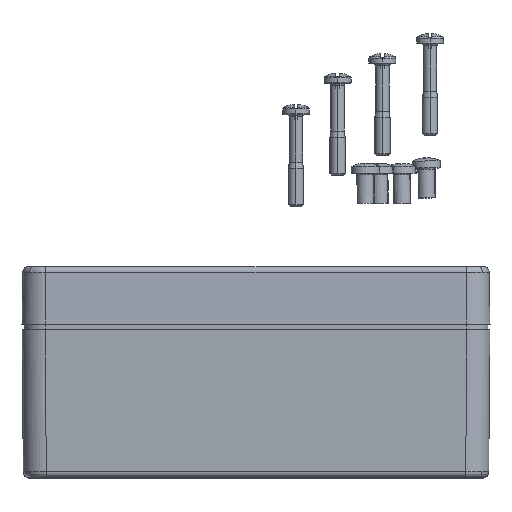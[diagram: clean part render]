
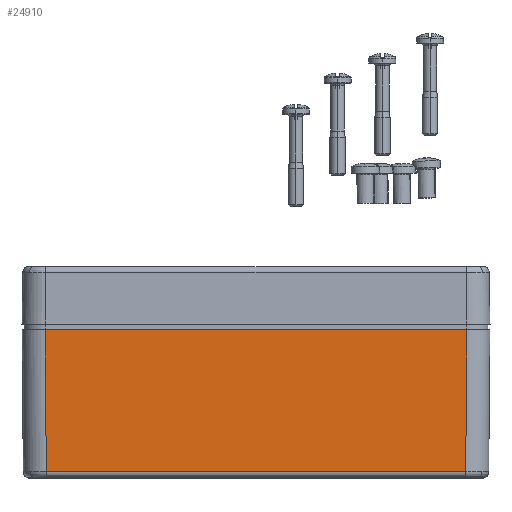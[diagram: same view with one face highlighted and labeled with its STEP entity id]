
A CAD part, top view. The second image highlights one B-rep face of the part: STEP entity #24910.
In plain terms, the highlighted planar face has unit normal (0, -0.008, 1).
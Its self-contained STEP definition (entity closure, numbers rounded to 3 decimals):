
#6386 = ORIENTED_EDGE ( 'NONE', *, *, #6419, .T. ) ;
#6418 = ORIENTED_EDGE ( 'NONE', *, *, #22116, .T. ) ;
#6419 = EDGE_CURVE ( 'NONE', #18568, #26004, #21693, .T. ) ;
#18568 = VERTEX_POINT ( 'NONE', #34020 ) ;
#18608 = EDGE_CURVE ( 'NONE', #26056, #18568, #34006, .T. ) ;
#21687 = DIRECTION ( 'NONE',  ( 0.008, -1., -0.008 ) ) ;
#21689 = VECTOR ( 'NONE', #21687, 1000. ) ;
#21690 = CARTESIAN_POINT ( 'NONE',  ( -55.001, 0.05, 60. ) ) ;
#21693 = LINE ( 'NONE', #21690, #21689 ) ;
#21832 = VERTEX_POINT ( 'NONE', #35487 ) ;
#22116 = EDGE_CURVE ( 'NONE', #26004, #21832, #35557, .T. ) ;
#24244 = ORIENTED_EDGE ( 'NONE', *, *, #18608, .T. ) ;
#24388 = EDGE_CURVE ( 'NONE', #21832, #26056, #36207, .T. ) ;
#24441 = ORIENTED_EDGE ( 'NONE', *, *, #24388, .T. ) ;
#24524 = EDGE_LOOP ( 'NONE', ( #24441, #24244, #6386, #6418 ) ) ;
#24910 = ADVANCED_FACE ( 'NONE', ( #36412 ), #36449, .T. ) ;
#26004 = VERTEX_POINT ( 'NONE', #36837 ) ;
#26056 = VERTEX_POINT ( 'NONE', #36846 ) ;
#34003 = DIRECTION ( 'NONE',  ( -1., 0., 0. ) ) ;
#34004 = VECTOR ( 'NONE', #34003, 1000. ) ;
#34005 = CARTESIAN_POINT ( 'NONE',  ( -61., -3., 59.975 ) ) ;
#34006 = LINE ( 'NONE', #34005, #34004 ) ;
#34020 = CARTESIAN_POINT ( 'NONE',  ( -54.975, -3., 59.975 ) ) ;
#35487 = CARTESIAN_POINT ( 'NONE',  ( 54.665, -40.013, 59.665 ) ) ;
#35554 = DIRECTION ( 'NONE',  ( 1., 0., 0. ) ) ;
#35555 = VECTOR ( 'NONE', #35554, 1000. ) ;
#35556 = CARTESIAN_POINT ( 'NONE',  ( -61., -40.013, 59.665 ) ) ;
#35557 = LINE ( 'NONE', #35556, #35555 ) ;
#36204 = DIRECTION ( 'NONE',  ( 0.008, 1., 0.008 ) ) ;
#36205 = VECTOR ( 'NONE', #36204, 1000. ) ;
#36206 = CARTESIAN_POINT ( 'NONE',  ( 54.992, -0.972, 59.992 ) ) ;
#36207 = LINE ( 'NONE', #36206, #36205 ) ;
#36412 = FACE_OUTER_BOUND ( 'NONE', #24524, .T. ) ;
#36444 = DIRECTION ( 'NONE',  ( 0., -1., -0.008 ) ) ;
#36446 = DIRECTION ( 'NONE',  ( 0., -0.008, 1. ) ) ;
#36447 = CARTESIAN_POINT ( 'NONE',  ( -61., 0., 60. ) ) ;
#36448 = AXIS2_PLACEMENT_3D ( 'NONE', #36447, #36446, #36444 ) ;
#36449 = PLANE ( 'NONE',  #36448 ) ;
#36837 = CARTESIAN_POINT ( 'NONE',  ( -54.665, -40.013, 59.665 ) ) ;
#36846 = CARTESIAN_POINT ( 'NONE',  ( 54.975, -3., 59.975 ) ) ;
